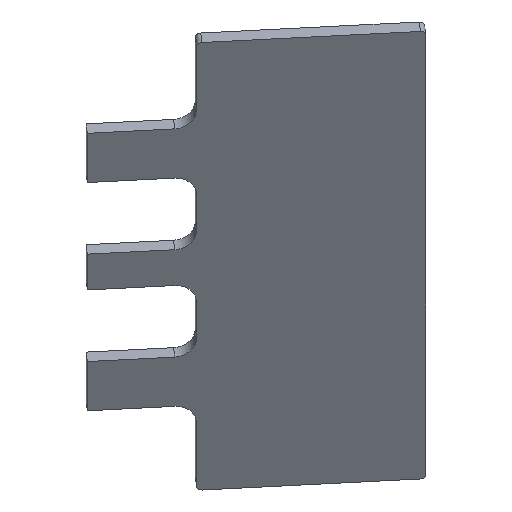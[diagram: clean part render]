
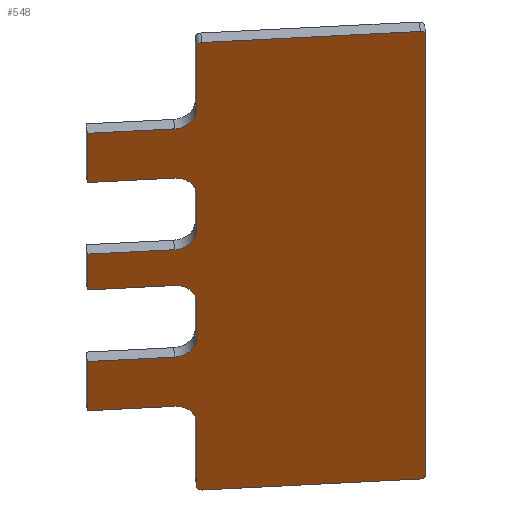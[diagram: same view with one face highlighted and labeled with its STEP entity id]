
A CAD part, isometric view. The second image highlights one B-rep face of the part: STEP entity #548.
In plain terms, the highlighted planar face has unit normal (-0.643, -0.766, 0).
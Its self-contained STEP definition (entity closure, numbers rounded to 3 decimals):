
#32=PLANE('',#619);
#60=FACE_OUTER_BOUND('',#88,.T.);
#88=EDGE_LOOP('',(#485,#486,#487,#488,#489,#490,#491,#492,#493,#494,#495,
#496,#497,#498,#499,#500,#501,#502,#503,#504,#505,#506,#507,#508,#509,#510));
#107=LINE('',#838,#165);
#113=LINE('',#853,#171);
#115=LINE('',#859,#173);
#118=LINE('',#868,#176);
#122=LINE('',#878,#180);
#125=LINE('',#886,#183);
#129=LINE('',#896,#187);
#133=LINE('',#905,#191);
#136=LINE('',#913,#194);
#138=LINE('',#917,#196);
#140=LINE('',#921,#198);
#141=LINE('',#923,#199);
#143=LINE('',#927,#201);
#144=LINE('',#929,#202);
#145=LINE('',#931,#203);
#146=LINE('',#933,#204);
#165=VECTOR('',#668,10.);
#171=VECTOR('',#684,10.);
#173=VECTOR('',#692,10.);
#176=VECTOR('',#701,10.);
#180=VECTOR('',#711,10.);
#183=VECTOR('',#720,10.);
#187=VECTOR('',#730,10.);
#191=VECTOR('',#740,10.);
#194=VECTOR('',#749,10.);
#196=VECTOR('',#753,10.);
#198=VECTOR('',#757,10.);
#199=VECTOR('',#760,10.);
#201=VECTOR('',#764,10.);
#202=VECTOR('',#767,10.);
#203=VECTOR('',#770,10.);
#204=VECTOR('',#773,10.);
#206=CIRCLE('',#574,1.);
#216=CIRCLE('',#587,1.);
#217=CIRCLE('',#589,1.);
#218=CIRCLE('',#592,1.);
#219=CIRCLE('',#595,4.);
#220=CIRCLE('',#598,4.);
#221=CIRCLE('',#601,4.);
#222=CIRCLE('',#604,4.);
#223=CIRCLE('',#607,4.);
#224=CIRCLE('',#610,4.);
#227=VERTEX_POINT('',#781);
#228=VERTEX_POINT('',#783);
#253=VERTEX_POINT('',#837);
#254=VERTEX_POINT('',#841);
#255=VERTEX_POINT('',#845);
#256=VERTEX_POINT('',#847);
#257=VERTEX_POINT('',#851);
#258=VERTEX_POINT('',#855);
#259=VERTEX_POINT('',#861);
#260=VERTEX_POINT('',#862);
#261=VERTEX_POINT('',#867);
#262=VERTEX_POINT('',#871);
#263=VERTEX_POINT('',#872);
#264=VERTEX_POINT('',#877);
#265=VERTEX_POINT('',#881);
#266=VERTEX_POINT('',#885);
#267=VERTEX_POINT('',#889);
#268=VERTEX_POINT('',#890);
#269=VERTEX_POINT('',#895);
#270=VERTEX_POINT('',#899);
#271=VERTEX_POINT('',#900);
#272=VERTEX_POINT('',#907);
#273=VERTEX_POINT('',#908);
#274=VERTEX_POINT('',#915);
#275=VERTEX_POINT('',#919);
#276=VERTEX_POINT('',#925);
#279=EDGE_CURVE('',#227,#228,#206,.T.);
#306=EDGE_CURVE('',#253,#228,#107,.T.);
#308=EDGE_CURVE('',#253,#254,#216,.T.);
#311=EDGE_CURVE('',#255,#256,#217,.T.);
#314=EDGE_CURVE('',#257,#255,#113,.T.);
#315=EDGE_CURVE('',#258,#257,#218,.T.);
#317=EDGE_CURVE('',#227,#256,#115,.T.);
#318=EDGE_CURVE('',#259,#260,#219,.T.);
#321=EDGE_CURVE('',#261,#260,#118,.T.);
#323=EDGE_CURVE('',#262,#263,#220,.T.);
#326=EDGE_CURVE('',#264,#263,#122,.T.);
#328=EDGE_CURVE('',#264,#265,#221,.T.);
#330=EDGE_CURVE('',#266,#265,#125,.T.);
#332=EDGE_CURVE('',#267,#268,#222,.T.);
#335=EDGE_CURVE('',#269,#268,#129,.T.);
#337=EDGE_CURVE('',#270,#271,#223,.T.);
#340=EDGE_CURVE('',#267,#271,#133,.T.);
#341=EDGE_CURVE('',#272,#273,#224,.T.);
#344=EDGE_CURVE('',#258,#273,#136,.T.);
#346=EDGE_CURVE('',#262,#274,#138,.T.);
#348=EDGE_CURVE('',#270,#275,#140,.T.);
#349=EDGE_CURVE('',#259,#254,#141,.T.);
#351=EDGE_CURVE('',#272,#276,#143,.T.);
#352=EDGE_CURVE('',#269,#276,#144,.T.);
#353=EDGE_CURVE('',#266,#275,#145,.T.);
#354=EDGE_CURVE('',#261,#274,#146,.T.);
#485=ORIENTED_EDGE('',*,*,#279,.F.);
#486=ORIENTED_EDGE('',*,*,#317,.T.);
#487=ORIENTED_EDGE('',*,*,#311,.F.);
#488=ORIENTED_EDGE('',*,*,#314,.F.);
#489=ORIENTED_EDGE('',*,*,#315,.F.);
#490=ORIENTED_EDGE('',*,*,#344,.T.);
#491=ORIENTED_EDGE('',*,*,#341,.F.);
#492=ORIENTED_EDGE('',*,*,#351,.T.);
#493=ORIENTED_EDGE('',*,*,#352,.F.);
#494=ORIENTED_EDGE('',*,*,#335,.T.);
#495=ORIENTED_EDGE('',*,*,#332,.F.);
#496=ORIENTED_EDGE('',*,*,#340,.T.);
#497=ORIENTED_EDGE('',*,*,#337,.F.);
#498=ORIENTED_EDGE('',*,*,#348,.T.);
#499=ORIENTED_EDGE('',*,*,#353,.F.);
#500=ORIENTED_EDGE('',*,*,#330,.T.);
#501=ORIENTED_EDGE('',*,*,#328,.F.);
#502=ORIENTED_EDGE('',*,*,#326,.T.);
#503=ORIENTED_EDGE('',*,*,#323,.F.);
#504=ORIENTED_EDGE('',*,*,#346,.T.);
#505=ORIENTED_EDGE('',*,*,#354,.F.);
#506=ORIENTED_EDGE('',*,*,#321,.T.);
#507=ORIENTED_EDGE('',*,*,#318,.F.);
#508=ORIENTED_EDGE('',*,*,#349,.T.);
#509=ORIENTED_EDGE('',*,*,#308,.F.);
#510=ORIENTED_EDGE('',*,*,#306,.T.);
#548=ADVANCED_FACE('',(#60),#32,.T.);
#574=AXIS2_PLACEMENT_3D('',#784,#627,#628);
#587=AXIS2_PLACEMENT_3D('',#842,#672,#673);
#589=AXIS2_PLACEMENT_3D('',#848,#678,#679);
#592=AXIS2_PLACEMENT_3D('',#856,#687,#688);
#595=AXIS2_PLACEMENT_3D('',#863,#695,#696);
#598=AXIS2_PLACEMENT_3D('',#873,#705,#706);
#601=AXIS2_PLACEMENT_3D('',#882,#715,#716);
#604=AXIS2_PLACEMENT_3D('',#891,#724,#725);
#607=AXIS2_PLACEMENT_3D('',#901,#734,#735);
#610=AXIS2_PLACEMENT_3D('',#909,#743,#744);
#619=AXIS2_PLACEMENT_3D('',#934,#774,#775);
#627=DIRECTION('center_axis',(0.643,0.766,0.));
#628=DIRECTION('ref_axis',(0.542,-0.455,-0.707));
#668=DIRECTION('',(0.766,-0.643,0.));
#672=DIRECTION('center_axis',(0.643,0.766,0.));
#673=DIRECTION('ref_axis',(-0.542,0.455,-0.707));
#678=DIRECTION('center_axis',(0.643,0.766,0.));
#679=DIRECTION('ref_axis',(0.542,-0.455,0.707));
#684=DIRECTION('',(0.766,-0.643,0.));
#687=DIRECTION('center_axis',(0.643,0.766,0.));
#688=DIRECTION('ref_axis',(-0.542,0.455,0.707));
#692=DIRECTION('',(0.,0.,1.));
#695=DIRECTION('center_axis',(-0.643,-0.766,0.));
#696=DIRECTION('ref_axis',(0.542,-0.455,0.707));
#701=DIRECTION('',(0.766,-0.643,0.));
#705=DIRECTION('center_axis',(-0.643,-0.766,0.));
#706=DIRECTION('ref_axis',(0.542,-0.455,-0.707));
#711=DIRECTION('',(0.,0.,-1.));
#715=DIRECTION('center_axis',(-0.643,-0.766,0.));
#716=DIRECTION('ref_axis',(0.542,-0.455,0.707));
#720=DIRECTION('',(0.766,-0.643,0.));
#724=DIRECTION('center_axis',(-0.643,-0.766,0.));
#725=DIRECTION('ref_axis',(0.542,-0.455,0.707));
#730=DIRECTION('',(0.766,-0.643,0.));
#734=DIRECTION('center_axis',(-0.643,-0.766,0.));
#735=DIRECTION('ref_axis',(0.542,-0.455,-0.707));
#740=DIRECTION('',(0.,0.,-1.));
#743=DIRECTION('center_axis',(-0.643,-0.766,0.));
#744=DIRECTION('ref_axis',(0.542,-0.455,-0.707));
#749=DIRECTION('',(0.,0.,-1.));
#753=DIRECTION('',(-0.766,0.643,0.));
#757=DIRECTION('',(-0.766,0.643,0.));
#760=DIRECTION('',(0.,0.,-1.));
#764=DIRECTION('',(-0.766,0.643,0.));
#767=DIRECTION('',(0.,0.,1.));
#770=DIRECTION('',(0.,0.,1.));
#773=DIRECTION('',(0.,0.,1.));
#774=DIRECTION('center_axis',(-0.643,-0.766,0.));
#775=DIRECTION('ref_axis',(-0.766,0.643,0.));
#781=CARTESIAN_POINT('',(7.443,-31.059,-99.));
#783=CARTESIAN_POINT('',(6.677,-30.416,-100.));
#784=CARTESIAN_POINT('Origin',(6.677,-30.416,-99.));
#837=CARTESIAN_POINT('',(-23.965,-4.704,-100.));
#838=CARTESIAN_POINT('',(5.049,-29.05,-100.));
#841=CARTESIAN_POINT('',(-24.731,-4.062,-99.));
#842=CARTESIAN_POINT('Origin',(-23.965,-4.704,-99.));
#845=CARTESIAN_POINT('',(6.677,-30.416,0.));
#847=CARTESIAN_POINT('',(7.443,-31.059,-1.));
#848=CARTESIAN_POINT('Origin',(6.677,-30.416,-1.));
#851=CARTESIAN_POINT('',(-23.965,-4.704,0.));
#853=CARTESIAN_POINT('',(-32.391,2.366,0.));
#855=CARTESIAN_POINT('',(-24.731,-4.062,-1.));
#856=CARTESIAN_POINT('Origin',(-23.965,-4.704,-1.));
#859=CARTESIAN_POINT('',(7.443,-31.059,-100.));
#861=CARTESIAN_POINT('',(-24.731,-4.062,-85.));
#862=CARTESIAN_POINT('',(-27.795,-1.49,-81.));
#863=CARTESIAN_POINT('Origin',(-27.795,-1.49,-85.));
#867=CARTESIAN_POINT('',(-40.052,8.794,-81.));
#868=CARTESIAN_POINT('',(-13.763,-13.265,-81.));
#871=CARTESIAN_POINT('',(-27.795,-1.49,-70.));
#872=CARTESIAN_POINT('',(-24.731,-4.062,-66.));
#873=CARTESIAN_POINT('Origin',(-27.795,-1.49,-66.));
#877=CARTESIAN_POINT('',(-24.731,-4.062,-58.));
#878=CARTESIAN_POINT('',(-24.731,-4.062,-27.));
#881=CARTESIAN_POINT('',(-27.795,-1.49,-54.));
#882=CARTESIAN_POINT('Origin',(-27.795,-1.49,-58.));
#885=CARTESIAN_POINT('',(-40.052,8.794,-54.));
#886=CARTESIAN_POINT('',(-13.763,-13.265,-54.));
#889=CARTESIAN_POINT('',(-24.731,-4.062,-34.));
#890=CARTESIAN_POINT('',(-27.795,-1.49,-30.));
#891=CARTESIAN_POINT('Origin',(-27.795,-1.49,-34.));
#895=CARTESIAN_POINT('',(-40.052,8.794,-30.));
#896=CARTESIAN_POINT('',(-13.763,-13.265,-30.));
#899=CARTESIAN_POINT('',(-27.795,-1.49,-46.));
#900=CARTESIAN_POINT('',(-24.731,-4.062,-42.));
#901=CARTESIAN_POINT('Origin',(-27.795,-1.49,-42.));
#905=CARTESIAN_POINT('',(-24.731,-4.062,-15.));
#907=CARTESIAN_POINT('',(-27.795,-1.49,-19.));
#908=CARTESIAN_POINT('',(-24.731,-4.062,-15.));
#909=CARTESIAN_POINT('Origin',(-27.795,-1.49,-15.));
#913=CARTESIAN_POINT('',(-24.731,-4.062,0.));
#915=CARTESIAN_POINT('',(-40.052,8.794,-70.));
#917=CARTESIAN_POINT('',(-6.102,-19.693,-70.));
#919=CARTESIAN_POINT('',(-40.052,8.794,-46.));
#921=CARTESIAN_POINT('',(-6.102,-19.693,-46.));
#923=CARTESIAN_POINT('',(-24.731,-4.062,-40.5));
#925=CARTESIAN_POINT('',(-40.052,8.794,-19.));
#927=CARTESIAN_POINT('',(-6.102,-19.693,-19.));
#929=CARTESIAN_POINT('',(-40.052,8.794,-100.));
#931=CARTESIAN_POINT('',(-40.052,8.794,-100.));
#933=CARTESIAN_POINT('',(-40.052,8.794,-100.));
#934=CARTESIAN_POINT('Origin',(12.526,-35.324,0.));
